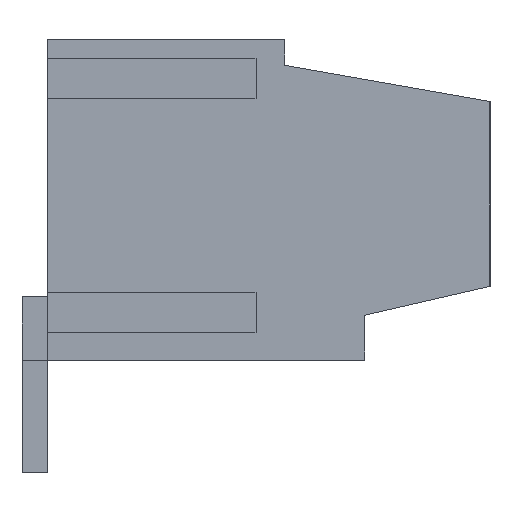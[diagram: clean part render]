
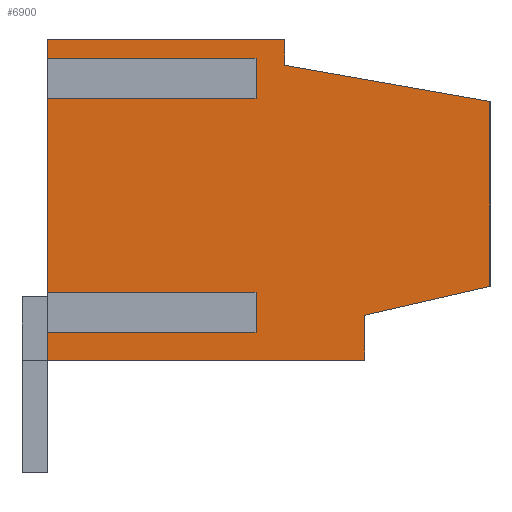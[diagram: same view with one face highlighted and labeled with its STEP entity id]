
A CAD part, left-side view. The second image highlights one B-rep face of the part: STEP entity #6900.
In plain terms, the highlighted planar face has unit normal (-1, 0, 0).
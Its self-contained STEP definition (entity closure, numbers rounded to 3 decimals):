
#6837=AXIS2_PLACEMENT_3D('Plane Axis2P3D',#6834,#6835,#6836) ;
#5884=CARTESIAN_POINT('Vertex',(0.55,13.8,3.5)) ;
#5887=CARTESIAN_POINT('Line Origine',(0.55,13.8,4.097)) ;
#5891=CARTESIAN_POINT('Vertex',(0.55,13.8,4.694)) ;
#5912=CARTESIAN_POINT('Vertex',(0.55,13.8,5.306)) ;
#5915=CARTESIAN_POINT('Line Origine',(0.55,13.8,8.65)) ;
#5919=CARTESIAN_POINT('Vertex',(0.55,13.8,11.994)) ;
#5940=CARTESIAN_POINT('Vertex',(0.55,13.8,12.606)) ;
#5943=CARTESIAN_POINT('Line Origine',(0.55,13.8,13.053)) ;
#5947=CARTESIAN_POINT('Vertex',(0.55,13.8,13.5)) ;
#6395=CARTESIAN_POINT('Line Origine',(0.55,10.1,13.5)) ;
#6399=CARTESIAN_POINT('Vertex',(0.55,6.4,13.5)) ;
#6488=CARTESIAN_POINT('Line Origine',(0.55,6.4,13.1)) ;
#6492=CARTESIAN_POINT('Vertex',(0.55,6.4,12.7)) ;
#6513=CARTESIAN_POINT('Line Origine',(0.55,3.2,12.136)) ;
#6517=CARTESIAN_POINT('Vertex',(0.55,0.,11.572)) ;
#6538=CARTESIAN_POINT('Line Origine',(0.55,0.,8.686)) ;
#6542=CARTESIAN_POINT('Vertex',(0.55,0.,5.8)) ;
#6599=CARTESIAN_POINT('Line Origine',(0.55,1.95,5.35)) ;
#6603=CARTESIAN_POINT('Vertex',(0.55,3.9,4.9)) ;
#6734=CARTESIAN_POINT('Vertex',(0.55,3.9,3.5)) ;
#6737=CARTESIAN_POINT('Line Origine',(0.55,8.85,3.5)) ;
#6834=CARTESIAN_POINT('Axis2P3D Location',(0.55,14.6,0.)) ;
#6839=CARTESIAN_POINT('Line Origine',(0.55,10.55,5.306)) ;
#6843=CARTESIAN_POINT('Vertex',(0.55,7.3,5.306)) ;
#6846=CARTESIAN_POINT('Line Origine',(0.55,7.3,5.)) ;
#6850=CARTESIAN_POINT('Vertex',(0.55,7.3,4.694)) ;
#6853=CARTESIAN_POINT('Line Origine',(0.55,10.55,4.694)) ;
#6858=CARTESIAN_POINT('Line Origine',(0.55,3.9,4.2)) ;
#6863=CARTESIAN_POINT('Line Origine',(0.55,10.55,12.606)) ;
#6867=CARTESIAN_POINT('Vertex',(0.55,7.3,12.606)) ;
#6870=CARTESIAN_POINT('Line Origine',(0.55,7.3,12.3)) ;
#6874=CARTESIAN_POINT('Vertex',(0.55,7.3,11.994)) ;
#6877=CARTESIAN_POINT('Line Origine',(0.55,10.55,11.994)) ;
#5888=DIRECTION('Vector Direction',(0.,0.,-1.)) ;
#5916=DIRECTION('Vector Direction',(0.,0.,-1.)) ;
#5944=DIRECTION('Vector Direction',(0.,0.,-1.)) ;
#6396=DIRECTION('Vector Direction',(0.,1.,0.)) ;
#6489=DIRECTION('Vector Direction',(0.,0.,1.)) ;
#6514=DIRECTION('Vector Direction',(0.,0.985,0.174)) ;
#6539=DIRECTION('Vector Direction',(0.,0.,1.)) ;
#6600=DIRECTION('Vector Direction',(0.,-0.974,0.225)) ;
#6738=DIRECTION('Vector Direction',(0.,-1.,0.)) ;
#6835=DIRECTION('Axis2P3D Direction',(-1.,0.,0.)) ;
#6836=DIRECTION('Axis2P3D XDirection',(0.,-1.,0.)) ;
#6840=DIRECTION('Vector Direction',(0.,-1.,0.)) ;
#6847=DIRECTION('Vector Direction',(0.,0.,-1.)) ;
#6854=DIRECTION('Vector Direction',(0.,-1.,0.)) ;
#6859=DIRECTION('Vector Direction',(0.,0.,1.)) ;
#6864=DIRECTION('Vector Direction',(0.,-1.,0.)) ;
#6871=DIRECTION('Vector Direction',(0.,0.,-1.)) ;
#6878=DIRECTION('Vector Direction',(0.,-1.,0.)) ;
#5889=VECTOR('Line Direction',#5888,1.) ;
#5917=VECTOR('Line Direction',#5916,1.) ;
#5945=VECTOR('Line Direction',#5944,1.) ;
#6397=VECTOR('Line Direction',#6396,1.) ;
#6490=VECTOR('Line Direction',#6489,1.) ;
#6515=VECTOR('Line Direction',#6514,1.) ;
#6540=VECTOR('Line Direction',#6539,1.) ;
#6601=VECTOR('Line Direction',#6600,1.) ;
#6739=VECTOR('Line Direction',#6738,1.) ;
#6841=VECTOR('Line Direction',#6840,1.) ;
#6848=VECTOR('Line Direction',#6847,1.) ;
#6855=VECTOR('Line Direction',#6854,1.) ;
#6860=VECTOR('Line Direction',#6859,1.) ;
#6865=VECTOR('Line Direction',#6864,1.) ;
#6872=VECTOR('Line Direction',#6871,1.) ;
#6879=VECTOR('Line Direction',#6878,1.) ;
#6883=ORIENTED_EDGE('',*,*,#5921,.T.) ;
#6884=ORIENTED_EDGE('',*,*,#6845,.T.) ;
#6885=ORIENTED_EDGE('',*,*,#6852,.T.) ;
#6886=ORIENTED_EDGE('',*,*,#6857,.F.) ;
#6887=ORIENTED_EDGE('',*,*,#5893,.T.) ;
#6888=ORIENTED_EDGE('',*,*,#6741,.T.) ;
#6889=ORIENTED_EDGE('',*,*,#6862,.T.) ;
#6890=ORIENTED_EDGE('',*,*,#6605,.T.) ;
#6891=ORIENTED_EDGE('',*,*,#6544,.T.) ;
#6892=ORIENTED_EDGE('',*,*,#6519,.T.) ;
#6893=ORIENTED_EDGE('',*,*,#6494,.T.) ;
#6894=ORIENTED_EDGE('',*,*,#6401,.T.) ;
#6895=ORIENTED_EDGE('',*,*,#5949,.T.) ;
#6896=ORIENTED_EDGE('',*,*,#6869,.T.) ;
#6897=ORIENTED_EDGE('',*,*,#6876,.T.) ;
#6898=ORIENTED_EDGE('',*,*,#6881,.F.) ;
#6900=ADVANCED_FACE('HOUSING',(#6899),#6838,.T.) ;
#5893=EDGE_CURVE('',#5892,#5885,#5890,.T.) ;
#5921=EDGE_CURVE('',#5920,#5913,#5918,.T.) ;
#5949=EDGE_CURVE('',#5948,#5941,#5946,.T.) ;
#6401=EDGE_CURVE('',#6400,#5948,#6398,.T.) ;
#6494=EDGE_CURVE('',#6493,#6400,#6491,.T.) ;
#6519=EDGE_CURVE('',#6518,#6493,#6516,.T.) ;
#6544=EDGE_CURVE('',#6543,#6518,#6541,.T.) ;
#6605=EDGE_CURVE('',#6604,#6543,#6602,.T.) ;
#6741=EDGE_CURVE('',#5885,#6735,#6740,.T.) ;
#6845=EDGE_CURVE('',#5913,#6844,#6842,.T.) ;
#6852=EDGE_CURVE('',#6844,#6851,#6849,.T.) ;
#6857=EDGE_CURVE('',#5892,#6851,#6856,.T.) ;
#6862=EDGE_CURVE('',#6735,#6604,#6861,.T.) ;
#6869=EDGE_CURVE('',#5941,#6868,#6866,.T.) ;
#6876=EDGE_CURVE('',#6868,#6875,#6873,.T.) ;
#6881=EDGE_CURVE('',#5920,#6875,#6880,.T.) ;
#6882=EDGE_LOOP('',(#6883,#6884,#6885,#6886,#6887,#6888,#6889,#6890,#6891,#6892,#6893,#6894,#6895,#6896,#6897,#6898)) ;
#6899=FACE_OUTER_BOUND('',#6882,.T.) ;
#5890=LINE('Line',#5887,#5889) ;
#5918=LINE('Line',#5915,#5917) ;
#5946=LINE('Line',#5943,#5945) ;
#6398=LINE('Line',#6395,#6397) ;
#6491=LINE('Line',#6488,#6490) ;
#6516=LINE('Line',#6513,#6515) ;
#6541=LINE('Line',#6538,#6540) ;
#6602=LINE('Line',#6599,#6601) ;
#6740=LINE('Line',#6737,#6739) ;
#6842=LINE('Line',#6839,#6841) ;
#6849=LINE('Line',#6846,#6848) ;
#6856=LINE('Line',#6853,#6855) ;
#6861=LINE('Line',#6858,#6860) ;
#6866=LINE('Line',#6863,#6865) ;
#6873=LINE('Line',#6870,#6872) ;
#6880=LINE('Line',#6877,#6879) ;
#6838=PLANE('',#6837) ;
#5885=VERTEX_POINT('',#5884) ;
#5892=VERTEX_POINT('',#5891) ;
#5913=VERTEX_POINT('',#5912) ;
#5920=VERTEX_POINT('',#5919) ;
#5941=VERTEX_POINT('',#5940) ;
#5948=VERTEX_POINT('',#5947) ;
#6400=VERTEX_POINT('',#6399) ;
#6493=VERTEX_POINT('',#6492) ;
#6518=VERTEX_POINT('',#6517) ;
#6543=VERTEX_POINT('',#6542) ;
#6604=VERTEX_POINT('',#6603) ;
#6735=VERTEX_POINT('',#6734) ;
#6844=VERTEX_POINT('',#6843) ;
#6851=VERTEX_POINT('',#6850) ;
#6868=VERTEX_POINT('',#6867) ;
#6875=VERTEX_POINT('',#6874) ;
